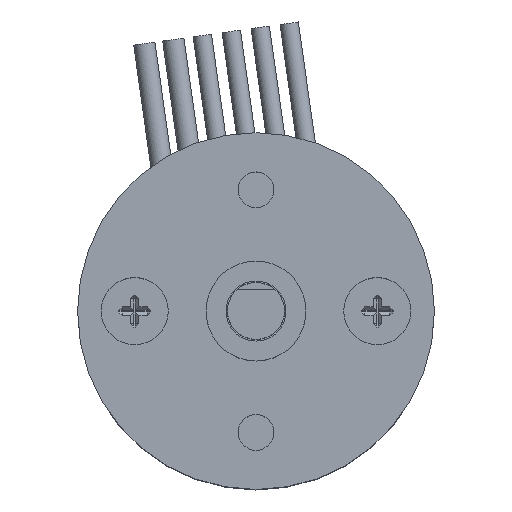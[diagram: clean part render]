
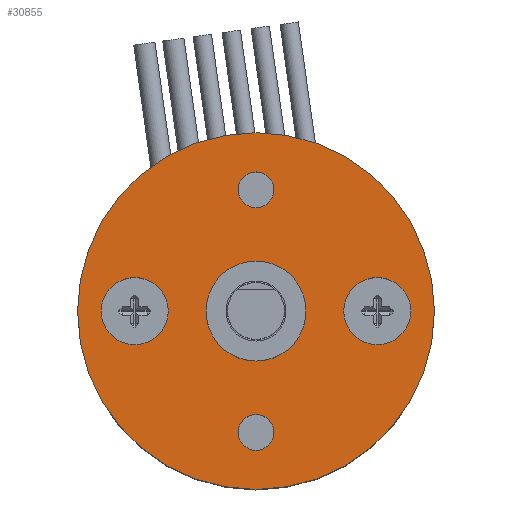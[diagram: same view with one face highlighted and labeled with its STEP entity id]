
A CAD part, top view. The second image highlights one B-rep face of the part: STEP entity #30855.
In plain terms, the highlighted planar face has unit normal (0, 0, 1).
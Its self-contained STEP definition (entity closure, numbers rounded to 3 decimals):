
#275 = CARTESIAN_POINT ( 'NONE',  ( 30.875, 8.5, 18.375 ) ) ;
#320 = VERTEX_POINT ( 'NONE', #11089 ) ;
#589 = CARTESIAN_POINT ( 'NONE',  ( 41.725, 0., 18.375 ) ) ;
#599 = DIRECTION ( 'NONE',  ( 0., 0., 1. ) ) ;
#2027 = VERTEX_POINT ( 'NONE', #7212 ) ;
#2210 = CARTESIAN_POINT ( 'NONE',  ( 34.375, 0., 18.375 ) ) ;
#2225 = DIRECTION ( 'NONE',  ( 0., 0., -1. ) ) ;
#2395 = PLANE ( 'NONE',  #4832 ) ;
#2728 = CARTESIAN_POINT ( 'NONE',  ( 30.875, 0., 18.375 ) ) ;
#2761 = FACE_OUTER_BOUND ( 'NONE', #3247, .T. ) ;
#3247 = EDGE_LOOP ( 'NONE', ( #15534, #14722 ) ) ;
#3327 = EDGE_CURVE ( 'NONE', #15615, #10613, #4638, .T. ) ;
#3343 = AXIS2_PLACEMENT_3D ( 'NONE', #2728, #20026, #5236 ) ;
#3502 = EDGE_LOOP ( 'NONE', ( #28001, #26126 ) ) ;
#4264 = DIRECTION ( 'NONE',  ( 0., 0., -1. ) ) ;
#4579 = DIRECTION ( 'NONE',  ( 0., 0., 1. ) ) ;
#4638 = CIRCLE ( 'NONE', #26213, 1.25 ) ;
#4832 = AXIS2_PLACEMENT_3D ( 'NONE', #27131, #12465, #19700 ) ;
#5236 = DIRECTION ( 'NONE',  ( -1., 0., 0. ) ) ;
#5354 = AXIS2_PLACEMENT_3D ( 'NONE', #28724, #14298, #24200 ) ;
#5442 = CIRCLE ( 'NONE', #22246, 2.35 ) ;
#5793 = VERTEX_POINT ( 'NONE', #2210 ) ;
#6173 = DIRECTION ( 'NONE',  ( 0., 0., 1. ) ) ;
#6579 = VERTEX_POINT ( 'NONE', #21261 ) ;
#6789 = CARTESIAN_POINT ( 'NONE',  ( 37.025, 0., 18.375 ) ) ;
#6901 = CARTESIAN_POINT ( 'NONE',  ( 30.875, 0., 18.375 ) ) ;
#6942 = VERTEX_POINT ( 'NONE', #28567 ) ;
#7212 = CARTESIAN_POINT ( 'NONE',  ( 27.375, 0., 18.375 ) ) ;
#7395 = CARTESIAN_POINT ( 'NONE',  ( 30.875, 8.5, 18.375 ) ) ;
#7490 = FACE_BOUND ( 'NONE', #3502, .T. ) ;
#7659 = DIRECTION ( 'NONE',  ( -1., 0., 0. ) ) ;
#7918 = ORIENTED_EDGE ( 'NONE', *, *, #22464, .F. ) ;
#8862 = DIRECTION ( 'NONE',  ( 1., 0., 0. ) ) ;
#8945 = CIRCLE ( 'NONE', #24500, 1.25 ) ;
#8950 = AXIS2_PLACEMENT_3D ( 'NONE', #25597, #599, #25697 ) ;
#9063 = FACE_BOUND ( 'NONE', #28209, .T. ) ;
#9402 = DIRECTION ( 'NONE',  ( -1., 0., 0. ) ) ;
#9513 = EDGE_CURVE ( 'NONE', #320, #26735, #20733, .T. ) ;
#9686 = CARTESIAN_POINT ( 'NONE',  ( 30.875, 0., 18.375 ) ) ;
#9852 = FACE_BOUND ( 'NONE', #28675, .T. ) ;
#9922 = CIRCLE ( 'NONE', #8950, 2.35 ) ;
#10029 = ORIENTED_EDGE ( 'NONE', *, *, #30222, .T. ) ;
#10286 = ORIENTED_EDGE ( 'NONE', *, *, #19865, .F. ) ;
#10455 = CIRCLE ( 'NONE', #23891, 1.25 ) ;
#10613 = VERTEX_POINT ( 'NONE', #22386 ) ;
#10616 = CIRCLE ( 'NONE', #13306, 3.5 ) ;
#11089 = CARTESIAN_POINT ( 'NONE',  ( 43.375, 0., 18.375 ) ) ;
#11274 = AXIS2_PLACEMENT_3D ( 'NONE', #275, #27355, #29365 ) ;
#11355 = DIRECTION ( 'NONE',  ( 1., 0., 0. ) ) ;
#11359 = CIRCLE ( 'NONE', #5354, 2.35 ) ;
#11497 = CIRCLE ( 'NONE', #25040, 2.35 ) ;
#11832 = EDGE_CURVE ( 'NONE', #5793, #2027, #10616, .T. ) ;
#12465 = DIRECTION ( 'NONE',  ( 0., 0., -1. ) ) ;
#12768 = EDGE_CURVE ( 'NONE', #13171, #15099, #5442, .T. ) ;
#13007 = EDGE_CURVE ( 'NONE', #6942, #6579, #10455, .T. ) ;
#13072 = CARTESIAN_POINT ( 'NONE',  ( 29.625, -8.5, 18.375 ) ) ;
#13171 = VERTEX_POINT ( 'NONE', #20641 ) ;
#13298 = ORIENTED_EDGE ( 'NONE', *, *, #11832, .F. ) ;
#13306 = AXIS2_PLACEMENT_3D ( 'NONE', #29741, #15122, #7659 ) ;
#13641 = ORIENTED_EDGE ( 'NONE', *, *, #3327, .F. ) ;
#14262 = ORIENTED_EDGE ( 'NONE', *, *, #12768, .T. ) ;
#14298 = DIRECTION ( 'NONE',  ( 0., 0., 1. ) ) ;
#14330 = DIRECTION ( 'NONE',  ( -1., 0., 0. ) ) ;
#14722 = ORIENTED_EDGE ( 'NONE', *, *, #30259, .F. ) ;
#14748 = CARTESIAN_POINT ( 'NONE',  ( 18.375, 0., 18.375 ) ) ;
#15099 = VERTEX_POINT ( 'NONE', #16615 ) ;
#15122 = DIRECTION ( 'NONE',  ( 0., 0., 1. ) ) ;
#15248 = CIRCLE ( 'NONE', #11274, 1.25 ) ;
#15534 = ORIENTED_EDGE ( 'NONE', *, *, #9513, .F. ) ;
#15615 = VERTEX_POINT ( 'NONE', #13072 ) ;
#16615 = CARTESIAN_POINT ( 'NONE',  ( 24.725, 0., 18.375 ) ) ;
#16797 = DIRECTION ( 'NONE',  ( -1., 0., 0. ) ) ;
#18615 = DIRECTION ( 'NONE',  ( 0., 0., 1. ) ) ;
#19071 = EDGE_CURVE ( 'NONE', #6579, #6942, #15248, .T. ) ;
#19700 = DIRECTION ( 'NONE',  ( -1., 0., 0. ) ) ;
#19865 = EDGE_CURVE ( 'NONE', #10613, #15615, #8945, .T. ) ;
#20026 = DIRECTION ( 'NONE',  ( 0., 0., 1. ) ) ;
#20641 = CARTESIAN_POINT ( 'NONE',  ( 20.025, 0., 18.375 ) ) ;
#20733 = CIRCLE ( 'NONE', #23800, 12.5 ) ;
#21026 = ORIENTED_EDGE ( 'NONE', *, *, #25113, .F. ) ;
#21261 = CARTESIAN_POINT ( 'NONE',  ( 32.125, 8.5, 18.375 ) ) ;
#21430 = FACE_BOUND ( 'NONE', #29731, .T. ) ;
#21500 = CARTESIAN_POINT ( 'NONE',  ( 30.875, -8.5, 18.375 ) ) ;
#21865 = DIRECTION ( 'NONE',  ( 1., 0., 0. ) ) ;
#22246 = AXIS2_PLACEMENT_3D ( 'NONE', #28651, #24029, #14330 ) ;
#22386 = CARTESIAN_POINT ( 'NONE',  ( 32.125, -8.5, 18.375 ) ) ;
#22464 = EDGE_CURVE ( 'NONE', #31351, #28284, #11359, .T. ) ;
#23546 = CARTESIAN_POINT ( 'NONE',  ( 30.875, -8.5, 18.375 ) ) ;
#23800 = AXIS2_PLACEMENT_3D ( 'NONE', #6901, #24177, #9402 ) ;
#23891 = AXIS2_PLACEMENT_3D ( 'NONE', #7395, #4579, #21865 ) ;
#24029 = DIRECTION ( 'NONE',  ( 0., 0., -1. ) ) ;
#24177 = DIRECTION ( 'NONE',  ( 0., 0., -1. ) ) ;
#24200 = DIRECTION ( 'NONE',  ( 1., 0., 0. ) ) ;
#24500 = AXIS2_PLACEMENT_3D ( 'NONE', #21500, #18615, #11355 ) ;
#25040 = AXIS2_PLACEMENT_3D ( 'NONE', #28863, #4264, #16797 ) ;
#25113 = EDGE_CURVE ( 'NONE', #2027, #5793, #29181, .T. ) ;
#25156 = EDGE_CURVE ( 'NONE', #28284, #31351, #9922, .T. ) ;
#25597 = CARTESIAN_POINT ( 'NONE',  ( 39.375, 0., 18.375 ) ) ;
#25697 = DIRECTION ( 'NONE',  ( 1., 0., 0. ) ) ;
#26126 = ORIENTED_EDGE ( 'NONE', *, *, #13007, .F. ) ;
#26213 = AXIS2_PLACEMENT_3D ( 'NONE', #23546, #6173, #8862 ) ;
#26333 = FACE_BOUND ( 'NONE', #30799, .T. ) ;
#26735 = VERTEX_POINT ( 'NONE', #14748 ) ;
#27131 = CARTESIAN_POINT ( 'NONE',  ( 30.875, 0., 18.375 ) ) ;
#27355 = DIRECTION ( 'NONE',  ( 0., 0., 1. ) ) ;
#28001 = ORIENTED_EDGE ( 'NONE', *, *, #19071, .F. ) ;
#28209 = EDGE_LOOP ( 'NONE', ( #31744, #7918 ) ) ;
#28284 = VERTEX_POINT ( 'NONE', #589 ) ;
#28567 = CARTESIAN_POINT ( 'NONE',  ( 29.625, 8.5, 18.375 ) ) ;
#28651 = CARTESIAN_POINT ( 'NONE',  ( 22.375, 0., 18.375 ) ) ;
#28675 = EDGE_LOOP ( 'NONE', ( #10029, #14262 ) ) ;
#28724 = CARTESIAN_POINT ( 'NONE',  ( 39.375, 0., 18.375 ) ) ;
#28863 = CARTESIAN_POINT ( 'NONE',  ( 22.375, 0., 18.375 ) ) ;
#29181 = CIRCLE ( 'NONE', #3343, 3.5 ) ;
#29365 = DIRECTION ( 'NONE',  ( 1., 0., 0. ) ) ;
#29389 = DIRECTION ( 'NONE',  ( -1., 0., 0. ) ) ;
#29731 = EDGE_LOOP ( 'NONE', ( #10286, #13641 ) ) ;
#29741 = CARTESIAN_POINT ( 'NONE',  ( 30.875, 0., 18.375 ) ) ;
#30222 = EDGE_CURVE ( 'NONE', #15099, #13171, #11497, .T. ) ;
#30259 = EDGE_CURVE ( 'NONE', #26735, #320, #30724, .T. ) ;
#30724 = CIRCLE ( 'NONE', #31604, 12.5 ) ;
#30799 = EDGE_LOOP ( 'NONE', ( #21026, #13298 ) ) ;
#30855 = ADVANCED_FACE ( 'NONE', ( #9852, #9063, #21430, #7490, #26333, #2761 ), #2395, .F. ) ;
#31351 = VERTEX_POINT ( 'NONE', #6789 ) ;
#31604 = AXIS2_PLACEMENT_3D ( 'NONE', #9686, #2225, #29389 ) ;
#31744 = ORIENTED_EDGE ( 'NONE', *, *, #25156, .F. ) ;
